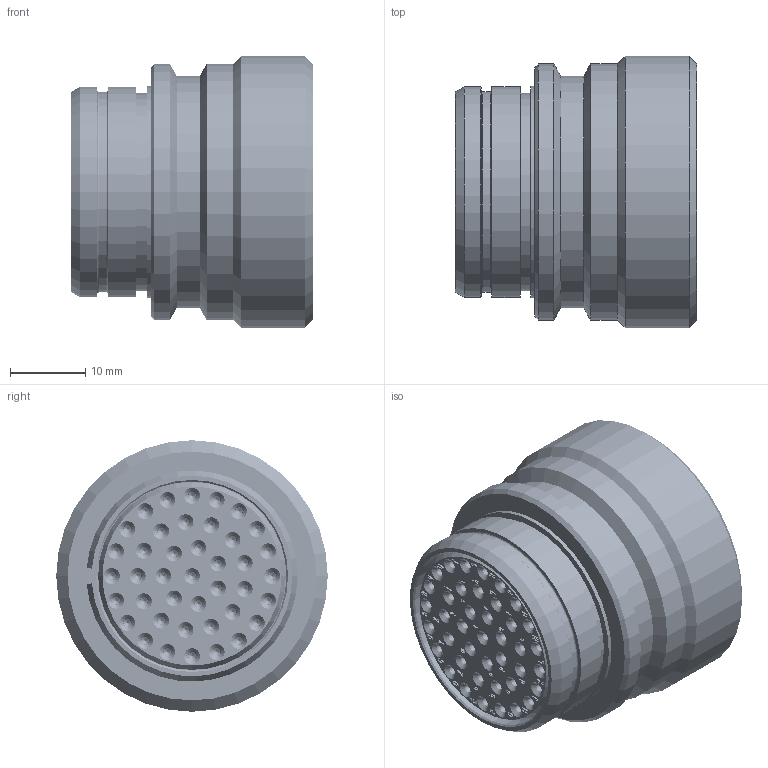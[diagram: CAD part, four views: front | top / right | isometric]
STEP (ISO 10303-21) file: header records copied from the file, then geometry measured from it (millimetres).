
FILE_DESCRIPTION((''),'2;1');
FILE_NAME('1332P541FS','2024-08-02T11:33:21',('paultorloting'),('NET AG system integration'),'CREO PARAMETRIC BY PTC INC, 2021404','CREO PARAMETRIC BY PTC INC, 2021404','');
FILE_SCHEMA(('AUTOMOTIVE_DESIGN { 1 0 10303 214 1 1 1 1 }'));
Length unit declared in the file: millimetre
Products named in the file (1): 1332P541FS
Bounding box: 32 x 36 x 36 mm (x, y, z)
Volume: 15347.4 mm3; surface area: 20053.6 mm2
Topology: 1 solids, 42 shells, 4571 faces, 12697 edges, 8144 vertices
Faces by surface type: plane 2370, cylinder 1290, cone 274, torus 264, extrusion 205, bspline 168
Entity records: 189626 total; most frequent: CARTESIAN_POINT 42027, ORIENTED_EDGE 25230, DIRECTION 22503, EDGE_CURVE 12615, VERTEX_POINT 8144, AXIS2_PLACEMENT_3D 7675, VECTOR 7150, LINE 6945
